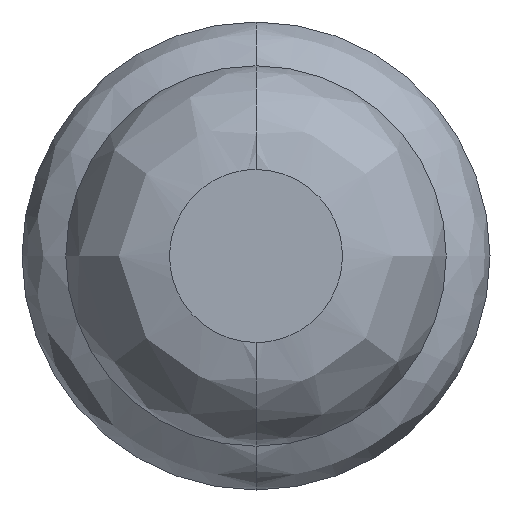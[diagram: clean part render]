
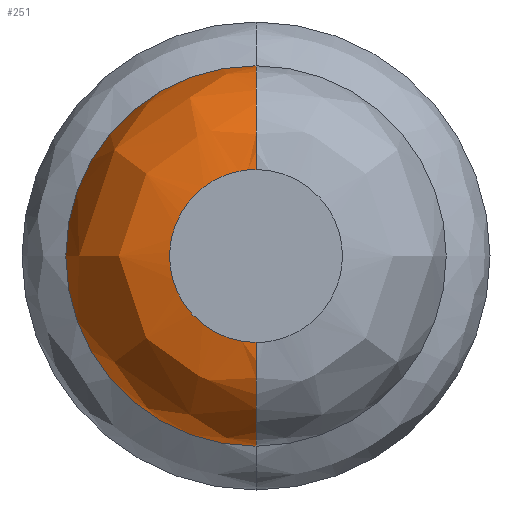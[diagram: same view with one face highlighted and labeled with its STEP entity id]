
A CAD part, front view. The second image highlights one B-rep face of the part: STEP entity #251.
In plain terms, the highlighted free-form (B-spline) face has degree [3, 3] with [4, 4] control points.
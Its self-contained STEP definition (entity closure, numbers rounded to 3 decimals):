
#54 = CARTESIAN_POINT ( 'NONE',  ( 0., -26., -0.375 ) ) ;
#65 = CARTESIAN_POINT ( 'NONE',  ( -1.65, -25.814, 0.825 ) ) ;
#84 = AXIS2_PLACEMENT_3D ( 'NONE', #812, #3377, #4135 ) ;
#151 = CARTESIAN_POINT ( 'NONE',  ( -0.75, -26., 0.375 ) ) ;
#250 = FACE_OUTER_BOUND ( 'NONE', #374, .T. ) ;
#251 = ADVANCED_FACE ( 'NONE', ( #250 ), #2748, .T. ) ;
#368 = CARTESIAN_POINT ( 'NONE',  ( 0., -25.55, 0.825 ) ) ;
#374 = EDGE_LOOP ( 'NONE', ( #2361, #668, #3488, #3258 ) ) ;
#412 = EDGE_CURVE ( 'NONE', #2688, #1945, #3138, .T. ) ;
#433 = CARTESIAN_POINT ( 'NONE',  ( -1.277, -26., -0.639 ) ) ;
#623 = CARTESIAN_POINT ( 'NONE',  ( 0., -25.55, 0.375 ) ) ;
#668 = ORIENTED_EDGE ( 'NONE', *, *, #412, .T. ) ;
#802 = CARTESIAN_POINT ( 'NONE',  ( 0., -26., 0.639 ) ) ;
#812 = CARTESIAN_POINT ( 'NONE',  ( 0., -25.55, 0. ) ) ;
#902 = CARTESIAN_POINT ( 'NONE',  ( -0.75, -26., 0.375 ) ) ;
#946 = DIRECTION ( 'NONE',  ( 0., 0., 1. ) ) ;
#972 = CARTESIAN_POINT ( 'NONE',  ( 0., -25.55, -0.825 ) ) ;
#1003 = DIRECTION ( 'NONE',  ( -1., 0., 0. ) ) ;
#1015 = DIRECTION ( 'NONE',  ( 0., 0., -1. ) ) ;
#1074 = CARTESIAN_POINT ( 'NONE',  ( 0., -25.55, -0.825 ) ) ;
#1162 = CARTESIAN_POINT ( 'NONE',  ( -1.65, -25.55, -0.825 ) ) ;
#1195 = EDGE_CURVE ( 'NONE', #1945, #3696, #4591, .T. ) ;
#1325 = CARTESIAN_POINT ( 'NONE',  ( 0., -26., 0.375 ) ) ;
#1558 = CARTESIAN_POINT ( 'NONE',  ( -0.75, -26., -0.375 ) ) ;
#1691 = AXIS2_PLACEMENT_3D ( 'NONE', #4256, #1003, #1015 ) ;
#1945 = VERTEX_POINT ( 'NONE', #54 ) ;
#1958 = EDGE_CURVE ( 'NONE', #2688, #2831, #3790, .T. ) ;
#2270 = CARTESIAN_POINT ( 'NONE',  ( -1.65, -25.814, -0.825 ) ) ;
#2361 = ORIENTED_EDGE ( 'NONE', *, *, #1958, .F. ) ;
#2469 = EDGE_CURVE ( 'NONE', #2831, #3696, #3515, .T. ) ;
#2625 = CARTESIAN_POINT ( 'NONE',  ( 0., -25.814, 0.825 ) ) ;
#2646 = CARTESIAN_POINT ( 'NONE',  ( 0., -26., -0.639 ) ) ;
#2658 = CARTESIAN_POINT ( 'NONE',  ( 0., -26., -0.375 ) ) ;
#2688 = VERTEX_POINT ( 'NONE', #972 ) ;
#2748 =( BOUNDED_SURFACE ( )  B_SPLINE_SURFACE ( 3, 3, ( 
 ( #1074, #1162, #4110, #4092 ),
 ( #4451, #2270, #65, #2625 ),
 ( #2646, #433, #3005, #802 ),
 ( #3368, #1558, #151, #3795 ) ),
 .UNSPECIFIED., .F., .F., .T. ) 
 B_SPLINE_SURFACE_WITH_KNOTS ( ( 4, 4 ),
 ( 4, 4 ),
 ( 0., 1. ),
 ( 0., 1. ),
 .UNSPECIFIED. ) 
 GEOMETRIC_REPRESENTATION_ITEM ( )  RATIONAL_B_SPLINE_SURFACE ( (
 ( 1., 0.333, 0.333, 1.),
 ( 0.805, 0.268, 0.268, 0.805),
 ( 0.805, 0.268, 0.268, 0.805),
 ( 1., 0.333, 0.333, 1.) ) ) 
 REPRESENTATION_ITEM ( '' )  SURFACE ( )  );
#2831 = VERTEX_POINT ( 'NONE', #368 ) ;
#3005 = CARTESIAN_POINT ( 'NONE',  ( -1.277, -26., 0.639 ) ) ;
#3138 = CIRCLE ( 'NONE', #1691, 0.45 ) ;
#3258 = ORIENTED_EDGE ( 'NONE', *, *, #2469, .F. ) ;
#3368 = CARTESIAN_POINT ( 'NONE',  ( 0., -26., -0.375 ) ) ;
#3377 = DIRECTION ( 'NONE',  ( 0., 1., 0. ) ) ;
#3417 = CARTESIAN_POINT ( 'NONE',  ( -0.75, -26., -0.375 ) ) ;
#3488 = ORIENTED_EDGE ( 'NONE', *, *, #1195, .T. ) ;
#3515 = CIRCLE ( 'NONE', #3928, 0.45 ) ;
#3696 = VERTEX_POINT ( 'NONE', #4486 ) ;
#3790 = CIRCLE ( 'NONE', #84, 0.825 ) ;
#3795 = CARTESIAN_POINT ( 'NONE',  ( 0., -26., 0.375 ) ) ;
#3928 = AXIS2_PLACEMENT_3D ( 'NONE', #623, #4599, #946 ) ;
#4092 = CARTESIAN_POINT ( 'NONE',  ( 0., -25.55, 0.825 ) ) ;
#4110 = CARTESIAN_POINT ( 'NONE',  ( -1.65, -25.55, 0.825 ) ) ;
#4135 = DIRECTION ( 'NONE',  ( 0., 0., 1. ) ) ;
#4256 = CARTESIAN_POINT ( 'NONE',  ( 0., -25.55, -0.375 ) ) ;
#4451 = CARTESIAN_POINT ( 'NONE',  ( 0., -25.814, -0.825 ) ) ;
#4486 = CARTESIAN_POINT ( 'NONE',  ( 0., -26., 0.375 ) ) ;
#4591 =( BOUNDED_CURVE ( )  B_SPLINE_CURVE ( 3, ( #2658, #3417, #902, #1325 ),
 .UNSPECIFIED., .F., .F. ) 
 B_SPLINE_CURVE_WITH_KNOTS ( ( 4, 4 ),
 ( 0., 1. ),
 .UNSPECIFIED. ) 
 CURVE ( )  GEOMETRIC_REPRESENTATION_ITEM ( )  RATIONAL_B_SPLINE_CURVE ( ( 1., 0.333, 0.333, 1. ) ) 
 REPRESENTATION_ITEM ( '' )  );
#4599 = DIRECTION ( 'NONE',  ( 1., 0., 0. ) ) ;
